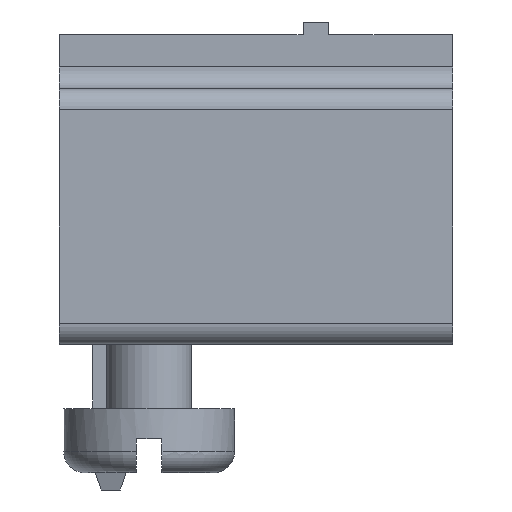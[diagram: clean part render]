
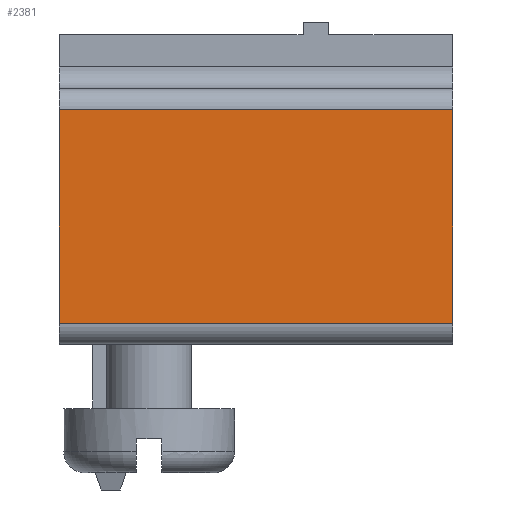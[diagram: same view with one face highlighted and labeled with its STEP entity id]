
A CAD part, left-side view. The second image highlights one B-rep face of the part: STEP entity #2381.
In plain terms, the highlighted planar face has unit normal (-1, 0, 0).
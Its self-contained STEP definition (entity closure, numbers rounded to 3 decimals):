
#32 = PLANE('',#33);
#33 = AXIS2_PLACEMENT_3D('',#34,#35,#36);
#34 = CARTESIAN_POINT('',(-7.1,1.2,0.));
#35 = DIRECTION('',(0.,1.,0.));
#36 = DIRECTION('',(-1.,0.,0.));
#57 = VERTEX_POINT('',#58);
#58 = CARTESIAN_POINT('',(-7.1,1.2,0.5));
#73 = CYLINDRICAL_SURFACE('',#74,0.5);
#74 = AXIS2_PLACEMENT_3D('',#75,#76,#77);
#75 = CARTESIAN_POINT('',(-6.6,1.2,0.5));
#76 = DIRECTION('',(0.,-1.,0.));
#77 = DIRECTION('',(0.,0.,-1.));
#85 = EDGE_CURVE('',#86,#57,#88,.T.);
#86 = VERTEX_POINT('',#87);
#87 = CARTESIAN_POINT('',(-7.1,1.2,5.5));
#88 = SURFACE_CURVE('',#89,(#93,#100),.PCURVE_S1.);
#89 = LINE('',#90,#91);
#90 = CARTESIAN_POINT('',(-7.1,1.2,6.));
#91 = VECTOR('',#92,1.);
#92 = DIRECTION('',(0.,0.,-1.));
#93 = PCURVE('',#32,#94);
#94 = DEFINITIONAL_REPRESENTATION('',(#95),#99);
#95 = LINE('',#96,#97);
#96 = CARTESIAN_POINT('',(0.,6.));
#97 = VECTOR('',#98,1.);
#98 = DIRECTION('',(0.,-1.));
#99 = ( GEOMETRIC_REPRESENTATION_CONTEXT(2)
PARAMETRIC_REPRESENTATION_CONTEXT() REPRESENTATION_CONTEXT('2D SPACE',''
) );
#100 = PCURVE('',#101,#106);
#101 = PLANE('',#102);
#102 = AXIS2_PLACEMENT_3D('',#103,#104,#105);
#103 = CARTESIAN_POINT('',(-7.1,1.2,6.));
#104 = DIRECTION('',(1.,0.,0.));
#105 = DIRECTION('',(0.,0.,-1.));
#106 = DEFINITIONAL_REPRESENTATION('',(#107),#111);
#107 = LINE('',#108,#109);
#108 = CARTESIAN_POINT('',(0.,0.));
#109 = VECTOR('',#110,1.);
#110 = DIRECTION('',(1.,0.));
#111 = ( GEOMETRIC_REPRESENTATION_CONTEXT(2)
PARAMETRIC_REPRESENTATION_CONTEXT() REPRESENTATION_CONTEXT('2D SPACE',''
) );
#134 = CYLINDRICAL_SURFACE('',#135,0.5);
#135 = AXIS2_PLACEMENT_3D('',#136,#137,#138);
#136 = CARTESIAN_POINT('',(-6.6,1.2,5.5));
#137 = DIRECTION('',(0.,-1.,0.));
#138 = DIRECTION('',(0.,0.,1.));
#479 = PLANE('',#480);
#480 = AXIS2_PLACEMENT_3D('',#481,#482,#483);
#481 = CARTESIAN_POINT('',(-7.1,-8.,0.));
#482 = DIRECTION('',(0.,1.,0.));
#483 = DIRECTION('',(-1.,0.,0.));
#2282 = EDGE_CURVE('',#57,#2283,#2285,.T.);
#2283 = VERTEX_POINT('',#2284);
#2284 = CARTESIAN_POINT('',(-7.1,-8.,0.5));
#2285 = SURFACE_CURVE('',#2286,(#2290,#2297),.PCURVE_S1.);
#2286 = LINE('',#2287,#2288);
#2287 = CARTESIAN_POINT('',(-7.1,1.2,0.5));
#2288 = VECTOR('',#2289,1.);
#2289 = DIRECTION('',(0.,-1.,0.));
#2290 = PCURVE('',#73,#2291);
#2291 = DEFINITIONAL_REPRESENTATION('',(#2292),#2296);
#2292 = LINE('',#2293,#2294);
#2293 = CARTESIAN_POINT('',(-1.571,0.));
#2294 = VECTOR('',#2295,1.);
#2295 = DIRECTION('',(0.,1.));
#2296 = ( GEOMETRIC_REPRESENTATION_CONTEXT(2)
PARAMETRIC_REPRESENTATION_CONTEXT() REPRESENTATION_CONTEXT('2D SPACE',''
) );
#2297 = PCURVE('',#101,#2298);
#2298 = DEFINITIONAL_REPRESENTATION('',(#2299),#2303);
#2299 = LINE('',#2300,#2301);
#2300 = CARTESIAN_POINT('',(5.5,0.));
#2301 = VECTOR('',#2302,1.);
#2302 = DIRECTION('',(0.,-1.));
#2303 = ( GEOMETRIC_REPRESENTATION_CONTEXT(2)
PARAMETRIC_REPRESENTATION_CONTEXT() REPRESENTATION_CONTEXT('2D SPACE',''
) );
#2381 = ADVANCED_FACE('',(#2382),#101,.F.);
#2382 = FACE_BOUND('',#2383,.F.);
#2383 = EDGE_LOOP('',(#2384,#2385,#2408,#2429));
#2384 = ORIENTED_EDGE('',*,*,#85,.F.);
#2385 = ORIENTED_EDGE('',*,*,#2386,.T.);
#2386 = EDGE_CURVE('',#86,#2387,#2389,.T.);
#2387 = VERTEX_POINT('',#2388);
#2388 = CARTESIAN_POINT('',(-7.1,-8.,5.5));
#2389 = SURFACE_CURVE('',#2390,(#2394,#2401),.PCURVE_S1.);
#2390 = LINE('',#2391,#2392);
#2391 = CARTESIAN_POINT('',(-7.1,1.2,5.5));
#2392 = VECTOR('',#2393,1.);
#2393 = DIRECTION('',(0.,-1.,0.));
#2394 = PCURVE('',#101,#2395);
#2395 = DEFINITIONAL_REPRESENTATION('',(#2396),#2400);
#2396 = LINE('',#2397,#2398);
#2397 = CARTESIAN_POINT('',(0.5,0.));
#2398 = VECTOR('',#2399,1.);
#2399 = DIRECTION('',(0.,-1.));
#2400 = ( GEOMETRIC_REPRESENTATION_CONTEXT(2)
PARAMETRIC_REPRESENTATION_CONTEXT() REPRESENTATION_CONTEXT('2D SPACE',''
) );
#2401 = PCURVE('',#134,#2402);
#2402 = DEFINITIONAL_REPRESENTATION('',(#2403),#2407);
#2403 = LINE('',#2404,#2405);
#2404 = CARTESIAN_POINT('',(1.571,0.));
#2405 = VECTOR('',#2406,1.);
#2406 = DIRECTION('',(0.,1.));
#2407 = ( GEOMETRIC_REPRESENTATION_CONTEXT(2)
PARAMETRIC_REPRESENTATION_CONTEXT() REPRESENTATION_CONTEXT('2D SPACE',''
) );
#2408 = ORIENTED_EDGE('',*,*,#2409,.T.);
#2409 = EDGE_CURVE('',#2387,#2283,#2410,.T.);
#2410 = SURFACE_CURVE('',#2411,(#2415,#2422),.PCURVE_S1.);
#2411 = LINE('',#2412,#2413);
#2412 = CARTESIAN_POINT('',(-7.1,-8.,6.));
#2413 = VECTOR('',#2414,1.);
#2414 = DIRECTION('',(0.,0.,-1.));
#2415 = PCURVE('',#101,#2416);
#2416 = DEFINITIONAL_REPRESENTATION('',(#2417),#2421);
#2417 = LINE('',#2418,#2419);
#2418 = CARTESIAN_POINT('',(0.,-9.2));
#2419 = VECTOR('',#2420,1.);
#2420 = DIRECTION('',(1.,0.));
#2421 = ( GEOMETRIC_REPRESENTATION_CONTEXT(2)
PARAMETRIC_REPRESENTATION_CONTEXT() REPRESENTATION_CONTEXT('2D SPACE',''
) );
#2422 = PCURVE('',#479,#2423);
#2423 = DEFINITIONAL_REPRESENTATION('',(#2424),#2428);
#2424 = LINE('',#2425,#2426);
#2425 = CARTESIAN_POINT('',(0.,6.));
#2426 = VECTOR('',#2427,1.);
#2427 = DIRECTION('',(0.,-1.));
#2428 = ( GEOMETRIC_REPRESENTATION_CONTEXT(2)
PARAMETRIC_REPRESENTATION_CONTEXT() REPRESENTATION_CONTEXT('2D SPACE',''
) );
#2429 = ORIENTED_EDGE('',*,*,#2282,.F.);
